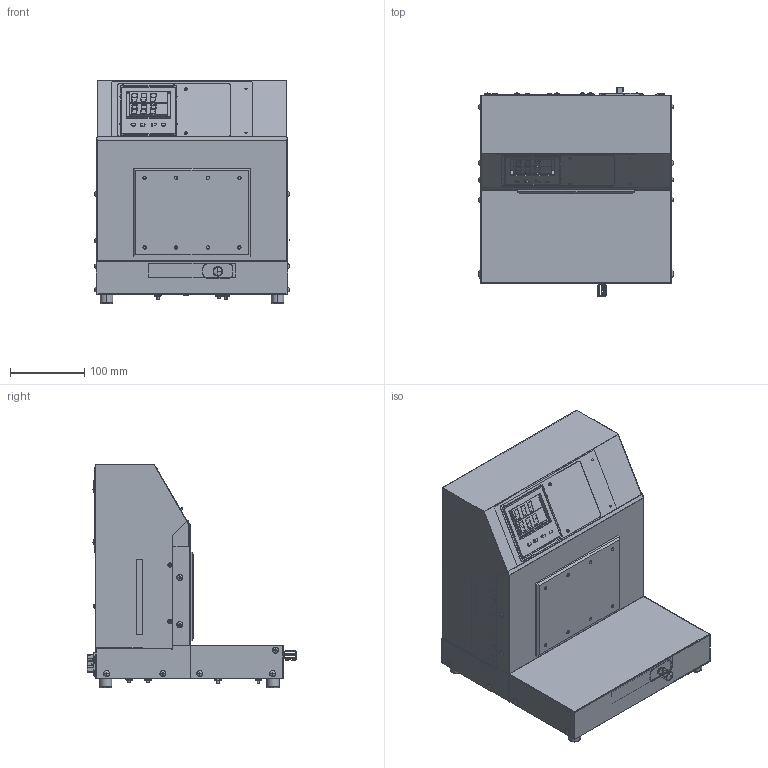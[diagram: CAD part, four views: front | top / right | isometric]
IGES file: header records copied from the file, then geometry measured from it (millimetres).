
Start section: SolidWorks IGES file using analytic representation for surfaces
Global section: file name: AHP-301MSP.IGS; native system: SolidWorks 2017; preprocessor: SolidWorks 2017; author: Afshin; date: 170421.083955; units: inch
Bounding box: 262.9 x 283.39 x 302.23 mm (x, y, z)
Surface area: 1072895.8 mm2 (no closed solid volume)
Topology: 0 solids, 0 shells, 1005 faces, 18526 edges, 18490 vertices
Faces by surface type: bspline 648, revolution 357
